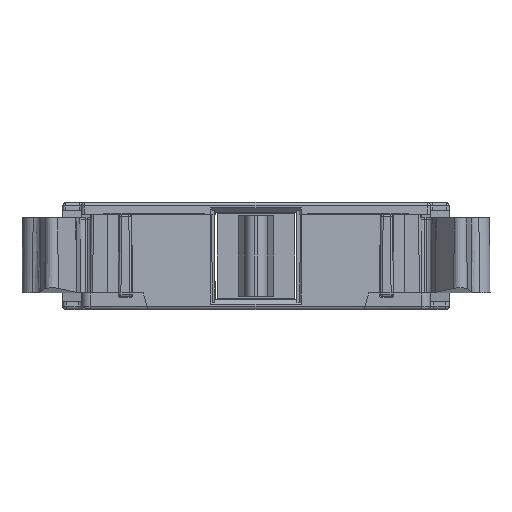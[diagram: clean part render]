
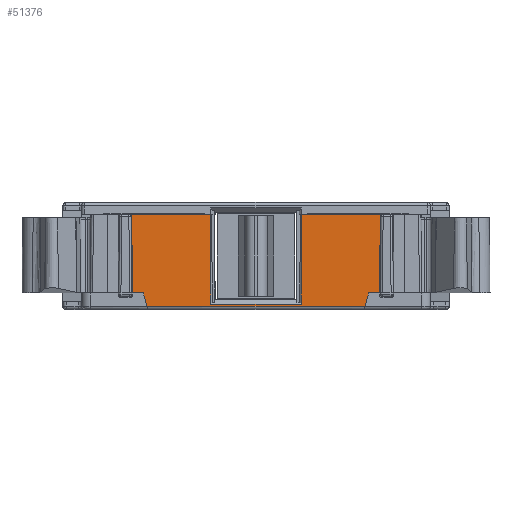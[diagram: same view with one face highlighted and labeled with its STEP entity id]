
A CAD part, front view. The second image highlights one B-rep face of the part: STEP entity #51376.
In plain terms, the highlighted planar face has unit normal (0, -1, 0.009).
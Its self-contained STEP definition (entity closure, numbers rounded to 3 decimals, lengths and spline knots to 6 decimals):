
#33894=DIRECTION('',(0.259,-0.008,-0.966));
#33895=VECTOR('',#33894,0.00124);
#33896=CARTESIAN_POINT('',(-0.002417,-0.005444,
-0.006714));
#33897=LINE('',#33896,#33895);
#33901=DIRECTION('',(1.,0.,0.));
#33902=VECTOR('',#33901,0.001);
#33903=CARTESIAN_POINT('',(-0.003416,-0.005444,
-0.006714));
#33904=LINE('',#33903,#33902);
#33908=DIRECTION('',(0.008,-0.009,-1.));
#33909=VECTOR('',#33908,0.007007);
#33910=CARTESIAN_POINT('',(-0.003472,-0.005383,
0.000293));
#33911=LINE('',#33910,#33909);
#33915=CARTESIAN_POINT('',(-0.003631,-0.005381,
0.000486));
#33916=CARTESIAN_POINT('',(-0.003625,-0.005381,
0.000485));
#33917=CARTESIAN_POINT('',(-0.003612,-0.005381,
0.000482));
#33918=CARTESIAN_POINT('',(-0.003589,-0.005381,
0.000473));
#33919=CARTESIAN_POINT('',(-0.003564,-0.005381,
0.00046));
#33920=CARTESIAN_POINT('',(-0.003539,-0.005381,
0.000441));
#33921=CARTESIAN_POINT('',(-0.003517,-0.005382,
0.000418));
#33922=CARTESIAN_POINT('',(-0.003499,-0.005382,
0.000393));
#33923=CARTESIAN_POINT('',(-0.003485,-0.005382,
0.000363));
#33924=CARTESIAN_POINT('',(-0.003475,-0.005382,
0.000331));
#33925=CARTESIAN_POINT('',(-0.003472,-0.005383,
0.000306));
#33926=CARTESIAN_POINT('',(-0.003472,-0.005383,
0.000293));
#33931=DIRECTION('',(-0.009,0.009,1.));
#33932=VECTOR('',#33931,0.008104);
#33933=CARTESIAN_POINT('',(0.003689,-0.005453,
-0.007717));
#33934=LINE('',#33933,#33932);
#33938=DIRECTION('',(-0.009,-0.009,-1.));
#33939=VECTOR('',#33938,0.008104);
#33940=CARTESIAN_POINT('',(0.011953,-0.005382,
0.000386));
#33941=LINE('',#33940,#33939);
#33945=CARTESIAN_POINT('',(0.019043,-0.005383,
0.000293));
#33946=CARTESIAN_POINT('',(0.019043,-0.005383,
0.000306));
#33947=CARTESIAN_POINT('',(0.019046,-0.005382,
0.000331));
#33948=CARTESIAN_POINT('',(0.019055,-0.005382,
0.000363));
#33949=CARTESIAN_POINT('',(0.019069,-0.005382,
0.000393));
#33950=CARTESIAN_POINT('',(0.019087,-0.005382,
0.000418));
#33951=CARTESIAN_POINT('',(0.019109,-0.005381,
0.000441));
#33952=CARTESIAN_POINT('',(0.019135,-0.005381,
0.00046));
#33953=CARTESIAN_POINT('',(0.01916,-0.005381,
0.000473));
#33954=CARTESIAN_POINT('',(0.019183,-0.005381,
0.000482));
#33955=CARTESIAN_POINT('',(0.019195,-0.005381,
0.000485));
#33956=CARTESIAN_POINT('',(0.019202,-0.005381,
0.000486));
#33961=DIRECTION('',(0.008,0.009,1.));
#33962=VECTOR('',#33961,0.007007);
#33963=CARTESIAN_POINT('',(0.018987,-0.005444,
-0.006714));
#33964=LINE('',#33963,#33962);
#33968=DIRECTION('',(1.,0.,0.));
#33969=VECTOR('',#33968,0.001);
#33970=CARTESIAN_POINT('',(0.017987,-0.005444,
-0.006714));
#33971=LINE('',#33970,#33969);
#33975=DIRECTION('',(0.259,0.008,0.966));
#33976=VECTOR('',#33975,0.00124);
#33977=CARTESIAN_POINT('',(0.017666,-0.005454,
-0.007911));
#33978=LINE('',#33977,#33976);
#35691=DIRECTION('',(1.,0.,0.));
#35692=VECTOR('',#35691,0.006717);
#35693=CARTESIAN_POINT('',(-0.003631,-0.005381,
0.000486));
#35694=LINE('',#35693,#35692);
#35747=DIRECTION('',(0.,-0.009,-1.));
#35748=VECTOR('',#35747,0.0001);
#35749=CARTESIAN_POINT('',(0.003085,-0.005381,
0.000486));
#35750=LINE('',#35749,#35748);
#35761=DIRECTION('',(1.,0.,0.));
#35762=VECTOR('',#35761,0.000533);
#35763=CARTESIAN_POINT('',(0.003085,-0.005382,
0.000386));
#35764=LINE('',#35763,#35762);
#35796=DIRECTION('',(1.,0.,0.));
#35797=VECTOR('',#35796,0.008193);
#35798=CARTESIAN_POINT('',(0.003689,-0.005453,
-0.007717));
#35799=LINE('',#35798,#35797);
#35845=DIRECTION('',(1.,0.,0.));
#35846=VECTOR('',#35845,0.000533);
#35847=CARTESIAN_POINT('',(0.011953,-0.005382,
0.000386));
#35848=LINE('',#35847,#35846);
#35873=DIRECTION('',(0.,0.009,1.));
#35874=VECTOR('',#35873,0.0001);
#35875=CARTESIAN_POINT('',(0.012485,-0.005382,
0.000386));
#35876=LINE('',#35875,#35874);
#35915=DIRECTION('',(1.,0.,0.));
#35916=VECTOR('',#35915,0.006717);
#35917=CARTESIAN_POINT('',(0.012485,-0.005381,
0.000486));
#35918=LINE('',#35917,#35916);
#44952=DIRECTION('',(-1.,0.,0.));
#44953=VECTOR('',#44952,0.019762);
#44954=CARTESIAN_POINT('',(0.017666,-0.005454,
-0.007911));
#44955=LINE('',#44954,#44953);
#47342=CARTESIAN_POINT('',(0.011953,-0.005382,
0.000386));
#47343=CARTESIAN_POINT('',(0.011882,-0.005453,
-0.007717));
#47344=VERTEX_POINT('',#47342);
#47345=VERTEX_POINT('',#47343);
#47346=CARTESIAN_POINT('',(0.003689,-0.005453,
-0.007717));
#47347=VERTEX_POINT('',#47346);
#47348=CARTESIAN_POINT('',(0.003618,-0.005382,
0.000386));
#47349=VERTEX_POINT('',#47348);
#47417=CARTESIAN_POINT('',(0.003085,-0.005382,
0.000386));
#47418=VERTEX_POINT('',#47417);
#47421=CARTESIAN_POINT('',(0.012485,-0.005382,
0.000386));
#47422=VERTEX_POINT('',#47421);
#47461=CARTESIAN_POINT('',(0.012485,-0.005381,
0.000486));
#47462=CARTESIAN_POINT('',(0.019202,-0.005381,
0.000486));
#47463=VERTEX_POINT('',#47461);
#47464=VERTEX_POINT('',#47462);
#47501=CARTESIAN_POINT('',(-0.003631,-0.005381,
0.000486));
#47502=CARTESIAN_POINT('',(0.003085,-0.005381,
0.000486));
#47503=VERTEX_POINT('',#47501);
#47504=VERTEX_POINT('',#47502);
#47550=CARTESIAN_POINT('',(-0.002417,-0.005444,
-0.006714));
#47552=VERTEX_POINT('',#47550);
#47633=CARTESIAN_POINT('',(0.018987,-0.005444,
-0.006714));
#47634=CARTESIAN_POINT('',(0.019043,-0.005383,
0.000293));
#47635=VERTEX_POINT('',#47633);
#47636=VERTEX_POINT('',#47634);
#47637=CARTESIAN_POINT('',(-0.003416,-0.005444,
-0.006714));
#47638=VERTEX_POINT('',#47637);
#47661=CARTESIAN_POINT('',(0.017666,-0.005454,
-0.007911));
#47662=CARTESIAN_POINT('',(0.017987,-0.005444,
-0.006714));
#47663=VERTEX_POINT('',#47661);
#47664=VERTEX_POINT('',#47662);
#48059=CARTESIAN_POINT('',(-0.002096,-0.005454,
-0.007911));
#48060=VERTEX_POINT('',#48059);
#48462=CARTESIAN_POINT('',(-0.003472,-0.005383,
0.000293));
#48463=VERTEX_POINT('',#48462);
#51334=CARTESIAN_POINT('',(-0.007215,-0.005457,
-0.008214));
#51335=DIRECTION('',(0.,-1.,0.009));
#51336=DIRECTION('',(0.,-0.009,-1.));
#51337=AXIS2_PLACEMENT_3D('',#51334,#51335,#51336);
#51338=PLANE('',#51337);
#51340=ORIENTED_EDGE('',*,*,#51339,.F.);
#51342=ORIENTED_EDGE('',*,*,#51341,.F.);
#51344=ORIENTED_EDGE('',*,*,#51343,.F.);
#51346=ORIENTED_EDGE('',*,*,#51345,.F.);
#51348=ORIENTED_EDGE('',*,*,#51347,.T.);
#51350=ORIENTED_EDGE('',*,*,#51349,.T.);
#51352=ORIENTED_EDGE('',*,*,#51351,.T.);
#51354=ORIENTED_EDGE('',*,*,#51353,.F.);
#51356=ORIENTED_EDGE('',*,*,#51355,.T.);
#51358=ORIENTED_EDGE('',*,*,#51357,.F.);
#51360=ORIENTED_EDGE('',*,*,#51359,.T.);
#51362=ORIENTED_EDGE('',*,*,#51361,.T.);
#51364=ORIENTED_EDGE('',*,*,#51363,.T.);
#51366=ORIENTED_EDGE('',*,*,#51365,.F.);
#51368=ORIENTED_EDGE('',*,*,#51367,.F.);
#51370=ORIENTED_EDGE('',*,*,#51369,.F.);
#51371=ORIENTED_EDGE('',*,*,#51312,.F.);
#51373=ORIENTED_EDGE('',*,*,#51372,.T.);
#51374=EDGE_LOOP('',(#51340,#51342,#51344,#51346,#51348,#51350,#51352,#51354,
#51356,#51358,#51360,#51362,#51364,#51366,#51368,#51370,#51371,#51373));
#51375=FACE_OUTER_BOUND('',#51374,.F.);
#33927=B_SPLINE_CURVE_WITH_KNOTS('',3,(#33915,#33916,#33917,#33918,#33919,
#33920,#33921,#33922,#33923,#33924,#33925,#33926),.UNSPECIFIED.,.F.,.F.,(4,1,1,
1,1,1,1,1,1,4),(0.,0.0625,0.125,0.25,0.375,0.5,0.625,0.75,
0.875,1.),.UNSPECIFIED.);
#33957=B_SPLINE_CURVE_WITH_KNOTS('',3,(#33945,#33946,#33947,#33948,#33949,
#33950,#33951,#33952,#33953,#33954,#33955,#33956),.UNSPECIFIED.,.F.,.F.,(4,1,1,
1,1,1,1,1,1,4),(0.,0.125,0.25,0.375,0.5,0.625,0.75,0.875,
0.9375,1.),.UNSPECIFIED.);
#51312=EDGE_CURVE('',#47663,#47664,#33978,.T.);
#51339=EDGE_CURVE('',#47552,#48060,#33897,.T.);
#51341=EDGE_CURVE('',#47638,#47552,#33904,.T.);
#51343=EDGE_CURVE('',#48463,#47638,#33911,.T.);
#51345=EDGE_CURVE('',#47503,#48463,#33927,.T.);
#51347=EDGE_CURVE('',#47503,#47504,#35694,.T.);
#51349=EDGE_CURVE('',#47504,#47418,#35750,.T.);
#51351=EDGE_CURVE('',#47418,#47349,#35764,.T.);
#51353=EDGE_CURVE('',#47347,#47349,#33934,.T.);
#51355=EDGE_CURVE('',#47347,#47345,#35799,.T.);
#51357=EDGE_CURVE('',#47344,#47345,#33941,.T.);
#51359=EDGE_CURVE('',#47344,#47422,#35848,.T.);
#51361=EDGE_CURVE('',#47422,#47463,#35876,.T.);
#51363=EDGE_CURVE('',#47463,#47464,#35918,.T.);
#51365=EDGE_CURVE('',#47636,#47464,#33957,.T.);
#51367=EDGE_CURVE('',#47635,#47636,#33964,.T.);
#51369=EDGE_CURVE('',#47664,#47635,#33971,.T.);
#51372=EDGE_CURVE('',#47663,#48060,#44955,.T.);
#51376=ADVANCED_FACE('',(#51375),#51338,.T.);
